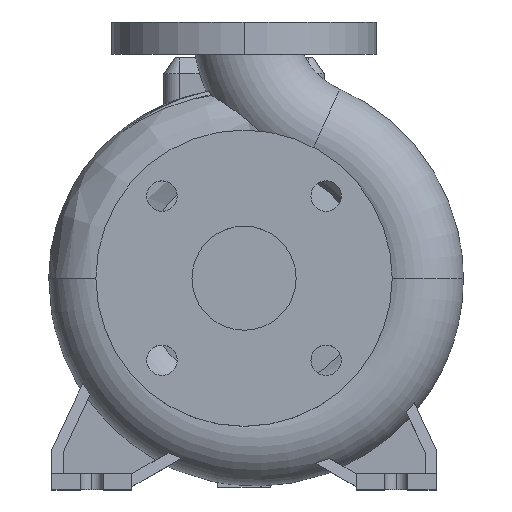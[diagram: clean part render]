
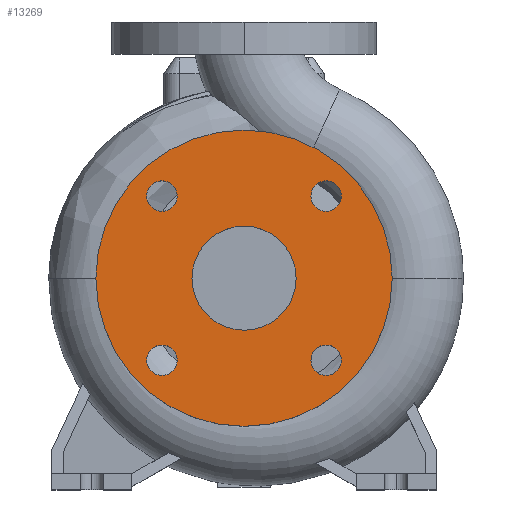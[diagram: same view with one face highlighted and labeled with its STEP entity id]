
A CAD part, top view. The second image highlights one B-rep face of the part: STEP entity #13269.
In plain terms, the highlighted planar face has unit normal (0, 0, 1).
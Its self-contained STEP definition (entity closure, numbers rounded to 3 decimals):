
#4 = VERTEX_POINT ( 'NONE', #3398 ) ;
#9 = CARTESIAN_POINT ( 'NONE',  ( 0., 0., 100. ) ) ;
#26 = AXIS2_PLACEMENT_3D ( 'NONE', #11270, #228, #1457 ) ;
#44 = EDGE_LOOP ( 'NONE', ( #7355, #1181 ) ) ;
#98 = DIRECTION ( 'NONE',  ( 1., 0., 0. ) ) ;
#228 = DIRECTION ( 'NONE',  ( 0., 0., 1. ) ) ;
#250 = DIRECTION ( 'NONE',  ( 0., 0., 1. ) ) ;
#293 = AXIS2_PLACEMENT_3D ( 'NONE', #4635, #250, #98 ) ;
#322 = ORIENTED_EDGE ( 'NONE', *, *, #8798, .F. ) ;
#328 = DIRECTION ( 'NONE',  ( 1., 0., 0. ) ) ;
#440 = DIRECTION ( 'NONE',  ( 0., 0., 1. ) ) ;
#486 = EDGE_LOOP ( 'NONE', ( #8816, #10643 ) ) ;
#666 = AXIS2_PLACEMENT_3D ( 'NONE', #4442, #3510, #12028 ) ;
#725 = DIRECTION ( 'NONE',  ( 1., 0., 0. ) ) ;
#1132 = CARTESIAN_POINT ( 'NONE',  ( -41.765, -51.265, 100. ) ) ;
#1163 = VERTEX_POINT ( 'NONE', #5759 ) ;
#1181 = ORIENTED_EDGE ( 'NONE', *, *, #9956, .F. ) ;
#1304 = VERTEX_POINT ( 'NONE', #7575 ) ;
#1457 = DIRECTION ( 'NONE',  ( 1., 0., 0. ) ) ;
#1536 = CARTESIAN_POINT ( 'NONE',  ( 51.265, 51.265, 100. ) ) ;
#1634 = FACE_BOUND ( 'NONE', #8606, .T. ) ;
#1843 = VERTEX_POINT ( 'NONE', #2375 ) ;
#1945 = CIRCLE ( 'NONE', #4927, 9.5 ) ;
#2219 = EDGE_LOOP ( 'NONE', ( #2603, #322 ) ) ;
#2253 = CARTESIAN_POINT ( 'NONE',  ( 60.765, 51.265, 100. ) ) ;
#2375 = CARTESIAN_POINT ( 'NONE',  ( 60.765, -51.265, 100. ) ) ;
#2603 = ORIENTED_EDGE ( 'NONE', *, *, #14156, .F. ) ;
#2804 = CIRCLE ( 'NONE', #26, 9.5 ) ;
#2973 = CARTESIAN_POINT ( 'NONE',  ( 0., 0., 100. ) ) ;
#3242 = CIRCLE ( 'NONE', #5995, 9.5 ) ;
#3398 = CARTESIAN_POINT ( 'NONE',  ( 92.5, 0., 100. ) ) ;
#3510 = DIRECTION ( 'NONE',  ( 0., 0., 1. ) ) ;
#3533 = EDGE_CURVE ( 'NONE', #1843, #6221, #10281, .T. ) ;
#3574 = ORIENTED_EDGE ( 'NONE', *, *, #11606, .F. ) ;
#3635 = VERTEX_POINT ( 'NONE', #1132 ) ;
#3737 = DIRECTION ( 'NONE',  ( 0., 0., 1. ) ) ;
#3768 = CIRCLE ( 'NONE', #11758, 32.5 ) ;
#3786 = CIRCLE ( 'NONE', #11777, 9.5 ) ;
#3798 = FACE_BOUND ( 'NONE', #10223, .T. ) ;
#3937 = FACE_BOUND ( 'NONE', #44, .T. ) ;
#4124 = DIRECTION ( 'NONE',  ( 1., 0., 0. ) ) ;
#4301 = CARTESIAN_POINT ( 'NONE',  ( -60.765, -51.265, 100. ) ) ;
#4423 = DIRECTION ( 'NONE',  ( 0., 0., 1. ) ) ;
#4442 = CARTESIAN_POINT ( 'NONE',  ( 51.265, -51.265, 100. ) ) ;
#4635 = CARTESIAN_POINT ( 'NONE',  ( 51.265, 51.265, 100. ) ) ;
#4666 = DIRECTION ( 'NONE',  ( 1., 0., 0. ) ) ;
#4736 = AXIS2_PLACEMENT_3D ( 'NONE', #6091, #11448, #6016 ) ;
#4868 = AXIS2_PLACEMENT_3D ( 'NONE', #2973, #7344, #4124 ) ;
#4927 = AXIS2_PLACEMENT_3D ( 'NONE', #14090, #4423, #8875 ) ;
#4934 = EDGE_CURVE ( 'NONE', #7124, #4, #10998, .T. ) ;
#5121 = VERTEX_POINT ( 'NONE', #8877 ) ;
#5307 = EDGE_CURVE ( 'NONE', #1163, #1304, #3242, .T. ) ;
#5759 = CARTESIAN_POINT ( 'NONE',  ( -41.765, 51.265, 100. ) ) ;
#5876 = CARTESIAN_POINT ( 'NONE',  ( -32.5, 0., 100. ) ) ;
#5995 = AXIS2_PLACEMENT_3D ( 'NONE', #14009, #10581, #14077 ) ;
#6016 = DIRECTION ( 'NONE',  ( -1., 0., 0. ) ) ;
#6091 = CARTESIAN_POINT ( 'NONE',  ( 0., 92.5, 100. ) ) ;
#6221 = VERTEX_POINT ( 'NONE', #6475 ) ;
#6274 = EDGE_LOOP ( 'NONE', ( #8929, #11501 ) ) ;
#6375 = EDGE_CURVE ( 'NONE', #4, #7124, #9447, .T. ) ;
#6475 = CARTESIAN_POINT ( 'NONE',  ( 41.765, -51.265, 100. ) ) ;
#6601 = CARTESIAN_POINT ( 'NONE',  ( -51.265, 51.265, 100. ) ) ;
#6741 = EDGE_CURVE ( 'NONE', #3635, #8555, #2804, .T. ) ;
#7025 = ORIENTED_EDGE ( 'NONE', *, *, #5307, .F. ) ;
#7124 = VERTEX_POINT ( 'NONE', #13675 ) ;
#7344 = DIRECTION ( 'NONE',  ( 0., 0., 1. ) ) ;
#7355 = ORIENTED_EDGE ( 'NONE', *, *, #6741, .F. ) ;
#7408 = EDGE_CURVE ( 'NONE', #12417, #7461, #11961, .T. ) ;
#7461 = VERTEX_POINT ( 'NONE', #2253 ) ;
#7469 = ORIENTED_EDGE ( 'NONE', *, *, #3533, .F. ) ;
#7575 = CARTESIAN_POINT ( 'NONE',  ( -60.765, 51.265, 100. ) ) ;
#8077 = DIRECTION ( 'NONE',  ( 0., 0., 1. ) ) ;
#8110 = DIRECTION ( 'NONE',  ( 1., 0., 0. ) ) ;
#8171 = PLANE ( 'NONE',  #4736 ) ;
#8555 = VERTEX_POINT ( 'NONE', #4301 ) ;
#8591 = AXIS2_PLACEMENT_3D ( 'NONE', #9200, #440, #725 ) ;
#8606 = EDGE_LOOP ( 'NONE', ( #7025, #3574 ) ) ;
#8781 = DIRECTION ( 'NONE',  ( 0., 0., 1. ) ) ;
#8798 = EDGE_CURVE ( 'NONE', #13222, #5121, #3768, .T. ) ;
#8816 = ORIENTED_EDGE ( 'NONE', *, *, #9082, .F. ) ;
#8875 = DIRECTION ( 'NONE',  ( 1., 0., 0. ) ) ;
#8877 = CARTESIAN_POINT ( 'NONE',  ( 32.5, 0., 100. ) ) ;
#8929 = ORIENTED_EDGE ( 'NONE', *, *, #6375, .T. ) ;
#9082 = EDGE_CURVE ( 'NONE', #7461, #12417, #11991, .T. ) ;
#9184 = CARTESIAN_POINT ( 'NONE',  ( 0., 0., 100. ) ) ;
#9200 = CARTESIAN_POINT ( 'NONE',  ( 51.265, -51.265, 100. ) ) ;
#9447 = CIRCLE ( 'NONE', #4868, 92.5 ) ;
#9720 = CIRCLE ( 'NONE', #8591, 9.5 ) ;
#9956 = EDGE_CURVE ( 'NONE', #8555, #3635, #1945, .T. ) ;
#10032 = DIRECTION ( 'NONE',  ( 0., 0., 1. ) ) ;
#10081 = DIRECTION ( 'NONE',  ( 0., 0., 1. ) ) ;
#10223 = EDGE_LOOP ( 'NONE', ( #7469, #11767 ) ) ;
#10281 = CIRCLE ( 'NONE', #666, 9.5 ) ;
#10312 = FACE_BOUND ( 'NONE', #2219, .T. ) ;
#10467 = CIRCLE ( 'NONE', #12054, 32.5 ) ;
#10550 = AXIS2_PLACEMENT_3D ( 'NONE', #9184, #3737, #8110 ) ;
#10581 = DIRECTION ( 'NONE',  ( 0., 0., 1. ) ) ;
#10636 = AXIS2_PLACEMENT_3D ( 'NONE', #1536, #8077, #13573 ) ;
#10643 = ORIENTED_EDGE ( 'NONE', *, *, #7408, .F. ) ;
#10998 = CIRCLE ( 'NONE', #10550, 92.5 ) ;
#11130 = DIRECTION ( 'NONE',  ( 1., 0., 0. ) ) ;
#11252 = EDGE_CURVE ( 'NONE', #6221, #1843, #9720, .T. ) ;
#11270 = CARTESIAN_POINT ( 'NONE',  ( -51.265, -51.265, 100. ) ) ;
#11448 = DIRECTION ( 'NONE',  ( 0., 0., -1. ) ) ;
#11501 = ORIENTED_EDGE ( 'NONE', *, *, #4934, .T. ) ;
#11606 = EDGE_CURVE ( 'NONE', #1304, #1163, #3786, .T. ) ;
#11758 = AXIS2_PLACEMENT_3D ( 'NONE', #9, #8781, #11130 ) ;
#11767 = ORIENTED_EDGE ( 'NONE', *, *, #11252, .F. ) ;
#11777 = AXIS2_PLACEMENT_3D ( 'NONE', #6601, #10032, #4666 ) ;
#11961 = CIRCLE ( 'NONE', #293, 9.5 ) ;
#11991 = CIRCLE ( 'NONE', #10636, 9.5 ) ;
#12028 = DIRECTION ( 'NONE',  ( 1., 0., 0. ) ) ;
#12054 = AXIS2_PLACEMENT_3D ( 'NONE', #13223, #10081, #328 ) ;
#12068 = CARTESIAN_POINT ( 'NONE',  ( 41.765, 51.265, 100. ) ) ;
#12417 = VERTEX_POINT ( 'NONE', #12068 ) ;
#13222 = VERTEX_POINT ( 'NONE', #5876 ) ;
#13223 = CARTESIAN_POINT ( 'NONE',  ( 0., 0., 100. ) ) ;
#13269 = ADVANCED_FACE ( 'NONE', ( #10312, #13599, #13531, #1634, #3937, #3798 ), #8171, .F. ) ;
#13531 = FACE_BOUND ( 'NONE', #486, .T. ) ;
#13573 = DIRECTION ( 'NONE',  ( 1., 0., 0. ) ) ;
#13599 = FACE_OUTER_BOUND ( 'NONE', #6274, .T. ) ;
#13675 = CARTESIAN_POINT ( 'NONE',  ( -92.5, 0., 100. ) ) ;
#14009 = CARTESIAN_POINT ( 'NONE',  ( -51.265, 51.265, 100. ) ) ;
#14077 = DIRECTION ( 'NONE',  ( 1., 0., 0. ) ) ;
#14090 = CARTESIAN_POINT ( 'NONE',  ( -51.265, -51.265, 100. ) ) ;
#14156 = EDGE_CURVE ( 'NONE', #5121, #13222, #10467, .T. ) ;
